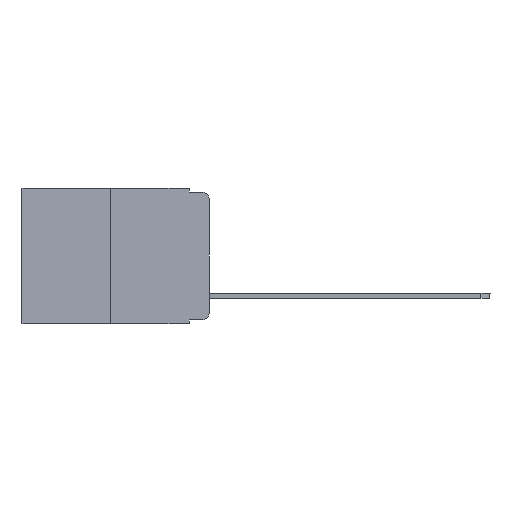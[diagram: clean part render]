
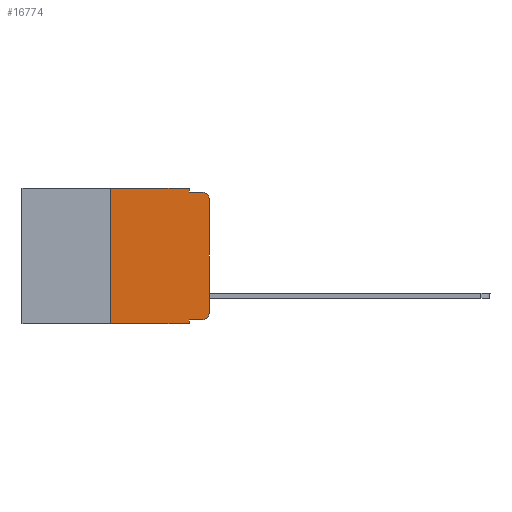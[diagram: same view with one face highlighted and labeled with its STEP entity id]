
A CAD part, left-side view. The second image highlights one B-rep face of the part: STEP entity #16774.
In plain terms, the highlighted planar face has unit normal (-1, 0, 0).
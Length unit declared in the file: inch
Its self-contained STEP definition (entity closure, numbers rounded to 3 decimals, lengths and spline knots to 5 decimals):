
#95 = VECTOR ( 'NONE', #12802, 39.37008 ) ;
#196 = ORIENTED_EDGE ( 'NONE', *, *, #1982, .F. ) ;
#320 = DIRECTION ( 'NONE',  ( 0., 0., -1. ) ) ;
#386 = EDGE_CURVE ( 'NONE', #11337, #1582, #13774, .T. ) ;
#631 = DIRECTION ( 'NONE',  ( 0., 0., -1. ) ) ;
#1030 = EDGE_CURVE ( 'NONE', #14219, #1582, #6319, .T. ) ;
#1312 = AXIS2_PLACEMENT_3D ( 'NONE', #14478, #8310, #320 ) ;
#1335 = CARTESIAN_POINT ( 'NONE',  ( 0., 0.02, -0.333 ) ) ;
#1369 = VECTOR ( 'NONE', #5549, 39.37008 ) ;
#1438 = CARTESIAN_POINT ( 'NONE',  ( 0., 0., 0. ) ) ;
#1582 = VERTEX_POINT ( 'NONE', #16038 ) ;
#1762 = ORIENTED_EDGE ( 'NONE', *, *, #2236, .F. ) ;
#1849 = VECTOR ( 'NONE', #14469, 39.37008 ) ;
#1982 = EDGE_CURVE ( 'NONE', #10200, #16460, #14702, .T. ) ;
#2236 = EDGE_CURVE ( 'NONE', #16460, #14273, #6895, .T. ) ;
#2693 = VECTOR ( 'NONE', #6626, 39.37008 ) ;
#3149 = ORIENTED_EDGE ( 'NONE', *, *, #4731, .T. ) ;
#3207 = VECTOR ( 'NONE', #11527, 39.37008 ) ;
#3229 = CARTESIAN_POINT ( 'NONE',  ( 0., 0.051, -0.01 ) ) ;
#3503 = CIRCLE ( 'NONE', #14125, 0.02 ) ;
#3608 = ORIENTED_EDGE ( 'NONE', *, *, #14060, .T. ) ;
#3646 = ORIENTED_EDGE ( 'NONE', *, *, #12146, .F. ) ;
#4045 = PLANE ( 'NONE',  #11175 ) ;
#4399 = VECTOR ( 'NONE', #14977, 39.37008 ) ;
#4453 = CARTESIAN_POINT ( 'NONE',  ( 0., 0., -0.313 ) ) ;
#4514 = EDGE_LOOP ( 'NONE', ( #16558, #3608, #1762, #196, #3646, #10480, #5251, #9095, #6256, #3149 ) ) ;
#4653 = CARTESIAN_POINT ( 'NONE',  ( 0., 0.051, -0.01 ) ) ;
#4731 = EDGE_CURVE ( 'NONE', #11708, #15480, #11634, .T. ) ;
#5162 = CARTESIAN_POINT ( 'NONE',  ( 0., 0.473, 0. ) ) ;
#5251 = ORIENTED_EDGE ( 'NONE', *, *, #386, .T. ) ;
#5447 = CARTESIAN_POINT ( 'NONE',  ( 0., 0.25, -0.343 ) ) ;
#5549 = DIRECTION ( 'NONE',  ( 0., -1., 0. ) ) ;
#6192 = VERTEX_POINT ( 'NONE', #12325 ) ;
#6256 = ORIENTED_EDGE ( 'NONE', *, *, #11005, .T. ) ;
#6319 = LINE ( 'NONE', #14009, #95 ) ;
#6388 = DIRECTION ( 'NONE',  ( 0., 0., -1. ) ) ;
#6626 = DIRECTION ( 'NONE',  ( 0., 0., 1. ) ) ;
#6895 = LINE ( 'NONE', #3229, #15408 ) ;
#7053 = CARTESIAN_POINT ( 'NONE',  ( 0., 0., -0.03 ) ) ;
#7065 = DIRECTION ( 'NONE',  ( 0., -1., 0. ) ) ;
#7984 = CARTESIAN_POINT ( 'NONE',  ( 0., 0.051, -0.333 ) ) ;
#8064 = CARTESIAN_POINT ( 'NONE',  ( 0., 0.02, -0.01 ) ) ;
#8310 = DIRECTION ( 'NONE',  ( -1., 0., 0. ) ) ;
#9095 = ORIENTED_EDGE ( 'NONE', *, *, #1030, .F. ) ;
#9255 = CARTESIAN_POINT ( 'NONE',  ( 0., 0.25, 0. ) ) ;
#9403 = FACE_OUTER_BOUND ( 'NONE', #4514, .T. ) ;
#10200 = VERTEX_POINT ( 'NONE', #10437 ) ;
#10437 = CARTESIAN_POINT ( 'NONE',  ( 0., 0.051, 0. ) ) ;
#10480 = ORIENTED_EDGE ( 'NONE', *, *, #11893, .F. ) ;
#10594 = DIRECTION ( 'NONE',  ( 1., 0., 0. ) ) ;
#10861 = LINE ( 'NONE', #9255, #1849 ) ;
#11005 = EDGE_CURVE ( 'NONE', #14219, #11708, #14676, .T. ) ;
#11175 = AXIS2_PLACEMENT_3D ( 'NONE', #5162, #10594, #14534 ) ;
#11337 = VERTEX_POINT ( 'NONE', #5447 ) ;
#11358 = LINE ( 'NONE', #16521, #3207 ) ;
#11527 = DIRECTION ( 'NONE',  ( 0., -1., 0. ) ) ;
#11634 = CIRCLE ( 'NONE', #1312, 0.02 ) ;
#11708 = VERTEX_POINT ( 'NONE', #1335 ) ;
#11893 = EDGE_CURVE ( 'NONE', #11337, #6192, #10861, .T. ) ;
#12146 = EDGE_CURVE ( 'NONE', #6192, #10200, #11358, .T. ) ;
#12199 = CARTESIAN_POINT ( 'NONE',  ( 0., 0.051, 0. ) ) ;
#12325 = CARTESIAN_POINT ( 'NONE',  ( 0., 0.25, 0. ) ) ;
#12785 = DIRECTION ( 'NONE',  ( -1., 0., 0. ) ) ;
#12802 = DIRECTION ( 'NONE',  ( 0., 0., -1. ) ) ;
#13113 = LINE ( 'NONE', #1438, #2693 ) ;
#13556 = CARTESIAN_POINT ( 'NONE',  ( 0., 0.051, -0.333 ) ) ;
#13774 = LINE ( 'NONE', #15236, #4399 ) ;
#14009 = CARTESIAN_POINT ( 'NONE',  ( 0., 0.051, 0. ) ) ;
#14060 = EDGE_CURVE ( 'NONE', #16036, #14273, #3503, .T. ) ;
#14125 = AXIS2_PLACEMENT_3D ( 'NONE', #16830, #12785, #6388 ) ;
#14219 = VERTEX_POINT ( 'NONE', #7984 ) ;
#14273 = VERTEX_POINT ( 'NONE', #8064 ) ;
#14469 = DIRECTION ( 'NONE',  ( 0., 0., 1. ) ) ;
#14478 = CARTESIAN_POINT ( 'NONE',  ( 0., 0.02, -0.313 ) ) ;
#14534 = DIRECTION ( 'NONE',  ( 0., 0., -1. ) ) ;
#14676 = LINE ( 'NONE', #13556, #1369 ) ;
#14702 = LINE ( 'NONE', #12199, #16525 ) ;
#14771 = EDGE_CURVE ( 'NONE', #15480, #16036, #13113, .T. ) ;
#14977 = DIRECTION ( 'NONE',  ( 0., -1., 0. ) ) ;
#15236 = CARTESIAN_POINT ( 'NONE',  ( 0., 0.473, -0.343 ) ) ;
#15408 = VECTOR ( 'NONE', #7065, 39.37008 ) ;
#15480 = VERTEX_POINT ( 'NONE', #4453 ) ;
#16036 = VERTEX_POINT ( 'NONE', #7053 ) ;
#16038 = CARTESIAN_POINT ( 'NONE',  ( 0., 0.051, -0.343 ) ) ;
#16460 = VERTEX_POINT ( 'NONE', #4653 ) ;
#16521 = CARTESIAN_POINT ( 'NONE',  ( 0., 0.473, 0. ) ) ;
#16525 = VECTOR ( 'NONE', #631, 39.37008 ) ;
#16558 = ORIENTED_EDGE ( 'NONE', *, *, #14771, .T. ) ;
#16774 = ADVANCED_FACE ( 'NONE', ( #9403 ), #4045, .F. ) ;
#16830 = CARTESIAN_POINT ( 'NONE',  ( 0., 0.02, -0.03 ) ) ;
